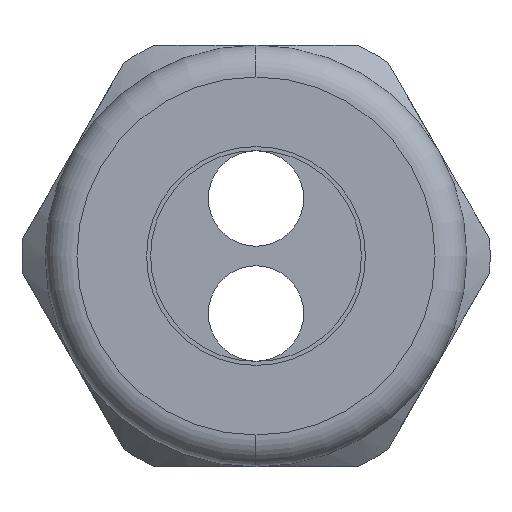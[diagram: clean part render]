
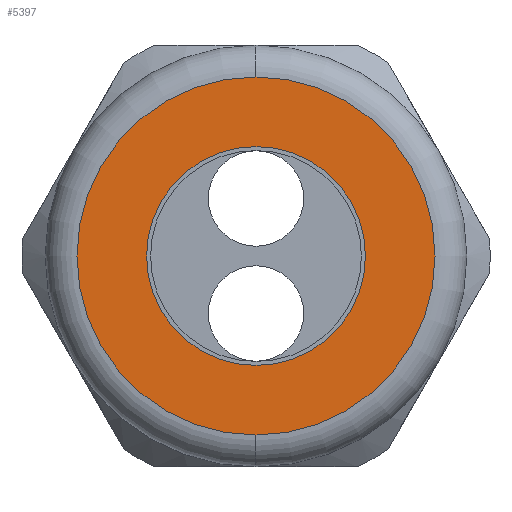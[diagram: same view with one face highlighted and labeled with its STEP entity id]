
A CAD part, left-side view. The second image highlights one B-rep face of the part: STEP entity #5397.
In plain terms, the highlighted planar face has unit normal (-1, 0, 0).
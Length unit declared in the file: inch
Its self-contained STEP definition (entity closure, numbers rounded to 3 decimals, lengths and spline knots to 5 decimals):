
#2099 = VERTEX_POINT ( 'NONE', #2583 ) ;
#2101 = EDGE_CURVE ( 'NONE', #2099, #2105, #2577, .T. ) ;
#2105 = VERTEX_POINT ( 'NONE', #2566 ) ;
#2126 = VERTEX_POINT ( 'NONE', #2589 ) ;
#2129 = EDGE_CURVE ( 'NONE', #2130, #2126, #2658, .T. ) ;
#2130 = VERTEX_POINT ( 'NONE', #2652 ) ;
#2566 = CARTESIAN_POINT ( 'NONE',  ( -1.41, 0., -0.45 ) ) ;
#2573 = DIRECTION ( 'NONE',  ( 0., 0., 1. ) ) ;
#2574 = DIRECTION ( 'NONE',  ( -1., 0., 0. ) ) ;
#2575 = CARTESIAN_POINT ( 'NONE',  ( -1.41, 0., 0. ) ) ;
#2576 = AXIS2_PLACEMENT_3D ( 'NONE', #2575, #2574, #2573 ) ;
#2577 = CIRCLE ( 'NONE', #2576, 0.45 ) ;
#2583 = CARTESIAN_POINT ( 'NONE',  ( -1.41, 0., 0.45 ) ) ;
#2589 = CARTESIAN_POINT ( 'NONE',  ( -1.41, 0., -0.275 ) ) ;
#2652 = CARTESIAN_POINT ( 'NONE',  ( -1.41, 0., 0.275 ) ) ;
#2654 = DIRECTION ( 'NONE',  ( 0., 0., -1. ) ) ;
#2655 = DIRECTION ( 'NONE',  ( 1., 0., 0. ) ) ;
#2656 = CARTESIAN_POINT ( 'NONE',  ( -1.41, 0., 0. ) ) ;
#2657 = AXIS2_PLACEMENT_3D ( 'NONE', #2656, #2655, #2654 ) ;
#2658 = CIRCLE ( 'NONE', #2657, 0.275 ) ;
#3699 = DIRECTION ( 'NONE',  ( 0., 0., 1. ) ) ;
#3700 = DIRECTION ( 'NONE',  ( -1., 0., 0. ) ) ;
#3701 = CARTESIAN_POINT ( 'NONE',  ( -1.41, 0., 0. ) ) ;
#3702 = AXIS2_PLACEMENT_3D ( 'NONE', #3701, #3700, #3699 ) ;
#3703 = CIRCLE ( 'NONE', #3702, 0.45 ) ;
#3732 = DIRECTION ( 'NONE',  ( 0., 0., 1. ) ) ;
#3733 = DIRECTION ( 'NONE',  ( -1., 0., 0. ) ) ;
#3734 = CARTESIAN_POINT ( 'NONE',  ( -1.41, 0.53, 0. ) ) ;
#3735 = AXIS2_PLACEMENT_3D ( 'NONE', #3734, #3733, #3732 ) ;
#3736 = PLANE ( 'NONE',  #3735 ) ;
#3738 = FACE_BOUND ( 'NONE', #5395, .T. ) ;
#3739 = FACE_OUTER_BOUND ( 'NONE', #5408, .T. ) ;
#3752 = DIRECTION ( 'NONE',  ( 0., 0., -1. ) ) ;
#3753 = DIRECTION ( 'NONE',  ( 1., 0., 0. ) ) ;
#3754 = CARTESIAN_POINT ( 'NONE',  ( -1.41, 0., 0. ) ) ;
#3755 = AXIS2_PLACEMENT_3D ( 'NONE', #3754, #3753, #3752 ) ;
#3756 = CIRCLE ( 'NONE', #3755, 0.275 ) ;
#5367 = ORIENTED_EDGE ( 'NONE', *, *, #2101, .T. ) ;
#5377 = EDGE_CURVE ( 'NONE', #2105, #2099, #3703, .T. ) ;
#5379 = ORIENTED_EDGE ( 'NONE', *, *, #2129, .T. ) ;
#5385 = EDGE_CURVE ( 'NONE', #2126, #2130, #3756, .T. ) ;
#5388 = ORIENTED_EDGE ( 'NONE', *, *, #5385, .T. ) ;
#5393 = ORIENTED_EDGE ( 'NONE', *, *, #5377, .T. ) ;
#5395 = EDGE_LOOP ( 'NONE', ( #5388, #5379 ) ) ;
#5397 = ADVANCED_FACE ( 'NONE', ( #3739, #3738 ), #3736, .T. ) ;
#5408 = EDGE_LOOP ( 'NONE', ( #5367, #5393 ) ) ;
